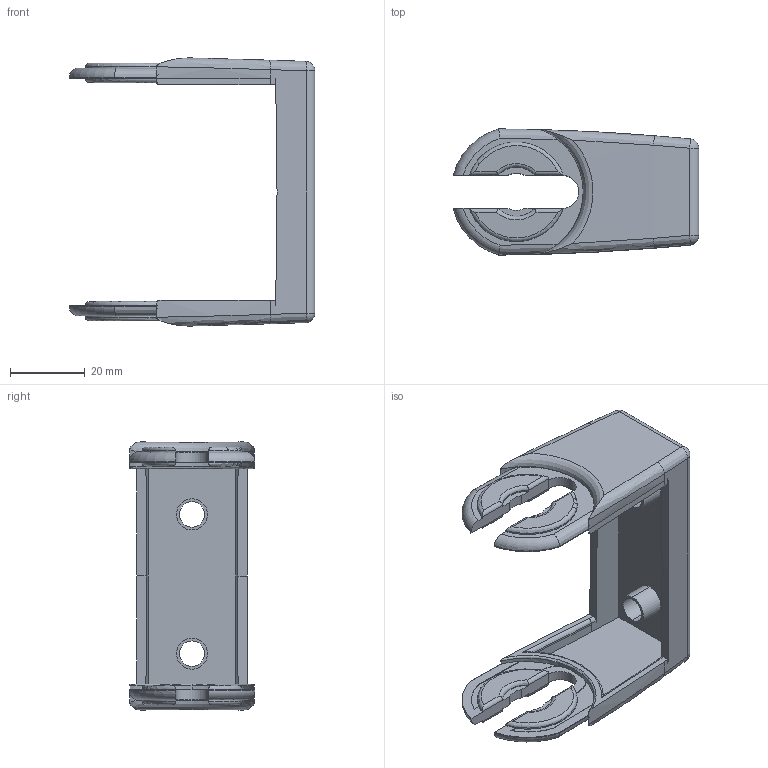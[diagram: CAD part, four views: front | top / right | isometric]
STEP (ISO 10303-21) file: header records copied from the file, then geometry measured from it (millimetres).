
FILE_DESCRIPTION (( 'STEP AP214' ), '1' );
FILE_NAME ('Hinge.STEP', '2016-10-19T23:19:13', ( '' ), ( '' ), 'SwSTEP 2.0', 'SolidWorks 2016', '' );
FILE_SCHEMA (( 'AUTOMOTIVE_DESIGN' ));
Length unit declared in the file: millimetre
Products named in the file (1): Hinge
Bounding box: 65.84 x 33.71 x 71.85 mm (x, y, z)
Volume: 18822.7 mm3; surface area: 15929.5 mm2
Topology: 1 solids, 1 shells, 221 faces, 580 edges, 365 vertices
Faces by surface type: cylinder 84, plane 64, bspline 43, torus 26, sphere 4
Entity records: 8083 total; most frequent: CARTESIAN_POINT 2915, ORIENTED_EDGE 1160, DIRECTION 965, EDGE_CURVE 580, VERTEX_POINT 365, AXIS2_PLACEMENT_3D 358, LINE 249, VECTOR 249
